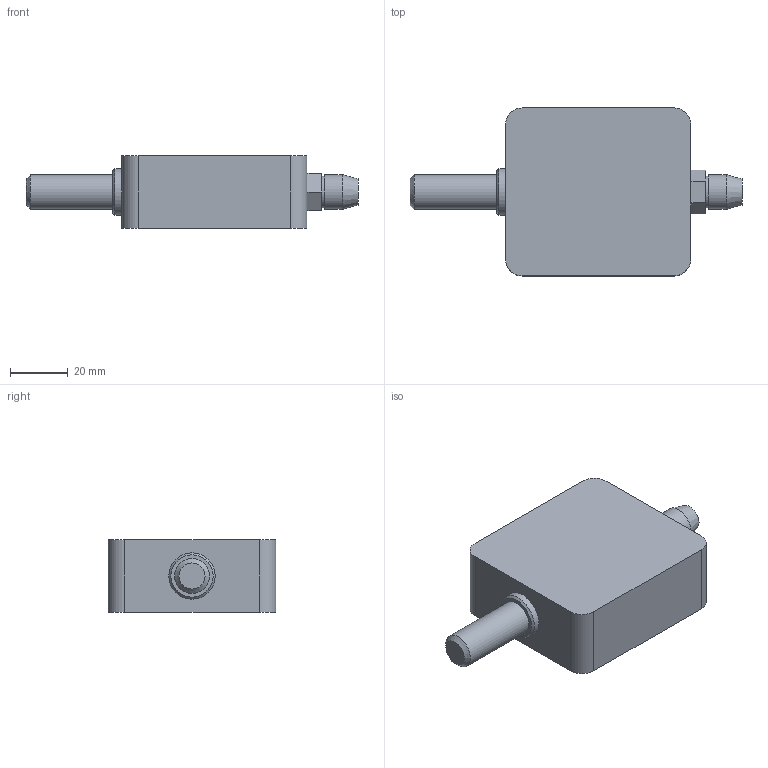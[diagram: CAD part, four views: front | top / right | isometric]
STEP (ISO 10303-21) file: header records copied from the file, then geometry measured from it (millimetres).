
FILE_DESCRIPTION(/* description */ ('Unknown'),/* implementation_level */ '2;1');
FILE_NAME(/* name */ 'P18L',/* time_stamp */ '2019-08-29T10:21:22+02:00',/* author */ ('Unknown'),/* organization */ ('Unknown'),/* preprocessor_version */ 'ST-DEVELOPER v16',/* originating_system */ 'DEX',/* authorisation */ $);
FILE_SCHEMA (('AUTOMOTIVE_DESIGN {1 0 10303 214 3 1 1}'));
Length unit declared in the file: millimetre
Products named in the file (1): P18L
Bounding box: 114.65 x 58 x 25 mm (x, y, z)
Volume: 98042.6 mm3; surface area: 15112.3 mm2
Topology: 1 solids, 1 shells, 28 faces, 65 edges, 44 vertices
Faces by surface type: plane 17, cylinder 8, cone 3
Full cylindrical faces by diameter (mm): 11 x1, 12 x2, 16 x1
Entity records: 754 total; most frequent: DIRECTION 130, CARTESIAN_POINT 121, ORIENTED_EDGE 106, EDGE_CURVE 53, AXIS2_PLACEMENT_3D 48, EDGE_LOOP 40, FACE_BOUND 40, VERTEX_POINT 39
